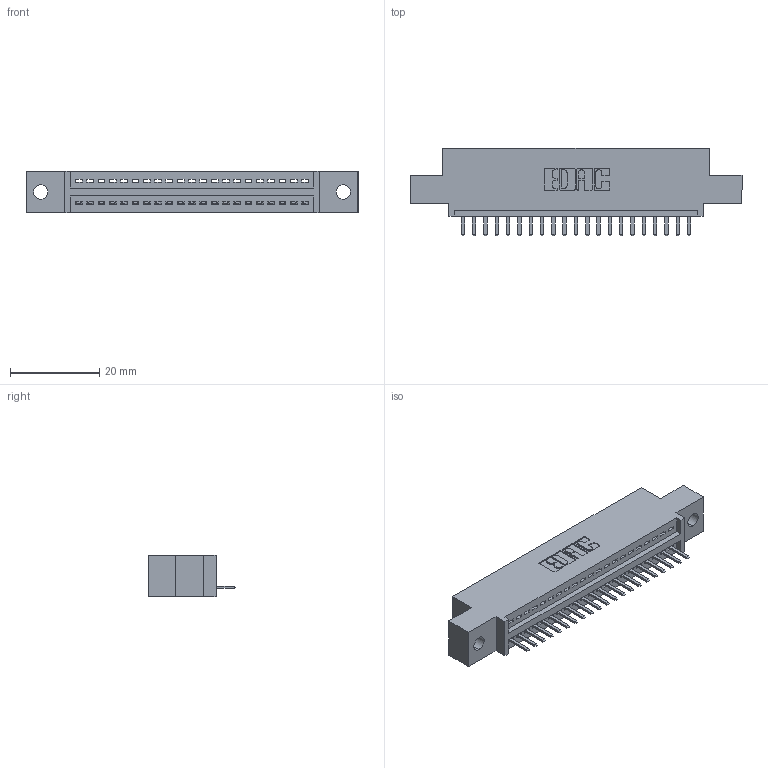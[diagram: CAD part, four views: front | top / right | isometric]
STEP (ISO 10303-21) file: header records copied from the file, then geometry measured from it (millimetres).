
FILE_DESCRIPTION (( 'STEP AP203' ), '1' );
FILE_NAME ('395-021-520-402.STEP', '2018-11-07T21:01:58', ( '' ), ( '' ), 'SwSTEP 2.0', 'SolidWorks 2016', '' );
FILE_SCHEMA (( 'CONFIG_CONTROL_DESIGN' ));
Length unit declared in the file: inch
Products named in the file (3): 345 Part_0.110 Offset - 0.128 Dia; 395-021-520-402; 345-292-001_345-293-120
Assembly tree (22 placements, depth 2):
  395-021-520-402
    345 Part_0.110 Offset - 0.128 Dia
    345-292-001_345-293-120  x21
Bounding box: 74.55 x 19.68 x 9.4 mm (x, y, z)
Volume: 6738.3 mm3; surface area: 8281.9 mm2
Topology: 22 solids, 22 shells, 1432 faces, 4217 edges, 2754 vertices
Faces by surface type: plane 966, cylinder 466
Entity records: 18881 total; most frequent: CARTESIAN_POINT 3291, ORIENTED_EDGE 3234, DIRECTION 2891, EDGE_CURVE 1617, VECTOR 1397, LINE 1397, VERTEX_POINT 1074, AXIS2_PLACEMENT_3D 747
